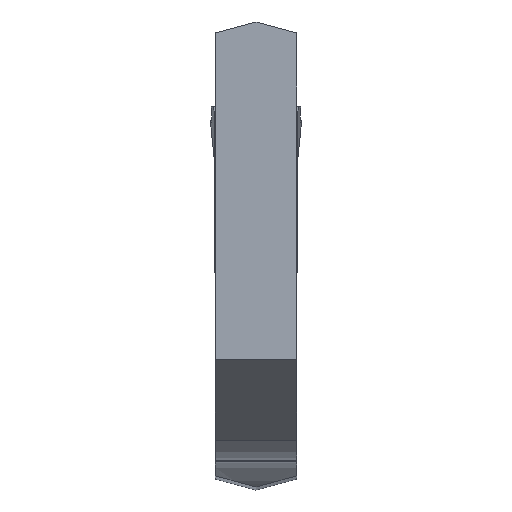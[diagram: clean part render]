
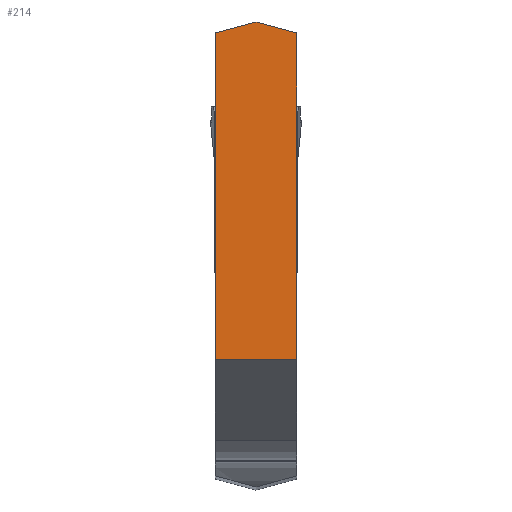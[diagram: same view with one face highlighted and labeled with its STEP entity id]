
A CAD part, top view. The second image highlights one B-rep face of the part: STEP entity #214.
In plain terms, the highlighted planar face has unit normal (0, 0, 1).
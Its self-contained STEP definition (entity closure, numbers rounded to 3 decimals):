
#214=ADVANCED_FACE('S0',(#319),#283,.T.);
#283=PLANE('',#1489);
#319=FACE_OUTER_BOUND('',#388,.T.);
#388=EDGE_LOOP('',(#457,#458,#459,#460,#461));
#457=ORIENTED_EDGE('',*,*,#971,.T.);
#458=ORIENTED_EDGE('',*,*,#972,.T.);
#459=ORIENTED_EDGE('',*,*,#973,.F.);
#460=ORIENTED_EDGE('',*,*,#974,.F.);
#461=ORIENTED_EDGE('',*,*,#975,.F.);
#843=VERTEX_POINT('',#1975);
#844=VERTEX_POINT('',#1976);
#845=VERTEX_POINT('',#1978);
#846=VERTEX_POINT('',#1980);
#847=VERTEX_POINT('',#1982);
#971=EDGE_CURVE('',#843,#844,#1164,.T.);
#972=EDGE_CURVE('',#844,#845,#1165,.T.);
#973=EDGE_CURVE('',#846,#845,#1166,.T.);
#974=EDGE_CURVE('',#847,#846,#1167,.T.);
#975=EDGE_CURVE('',#843,#847,#1168,.T.);
#1164=LINE('',#1974,#1281);
#1165=LINE('',#1977,#1282);
#1166=LINE('',#1979,#1283);
#1167=LINE('',#1981,#1284);
#1168=LINE('',#1983,#1285);
#1281=VECTOR('',#1612,1.);
#1282=VECTOR('',#1613,1.);
#1283=VECTOR('',#1614,1.);
#1284=VECTOR('',#1615,1.);
#1285=VECTOR('',#1616,1.);
#1489=AXIS2_PLACEMENT_3D('',#1984,#1617,#1618);
#1612=DIRECTION('',(-0.966,0.259,0.));
#1613=DIRECTION('',(-0.966,-0.259,0.));
#1614=DIRECTION('',(0.,1.,0.));
#1615=DIRECTION('',(-1.,0.,0.));
#1616=DIRECTION('',(0.,-1.,0.));
#1617=DIRECTION('',(0.,0.,1.));
#1618=DIRECTION('',(-1.,0.,0.));
#1974=CARTESIAN_POINT('',(0.,30.466,0.));
#1975=CARTESIAN_POINT('',(0.,30.466,0.));
#1976=CARTESIAN_POINT('',(-2.675,31.183,0.));
#1977=CARTESIAN_POINT('',(-2.675,31.183,0.));
#1978=CARTESIAN_POINT('',(-5.35,30.466,0.));
#1979=CARTESIAN_POINT('',(-5.35,37.25,0.));
#1980=CARTESIAN_POINT('',(-5.35,9.03,0.));
#1981=CARTESIAN_POINT('',(107.325,9.03,0.));
#1982=CARTESIAN_POINT('',(0.,9.03,0.));
#1983=CARTESIAN_POINT('',(0.,-5.35,0.));
#1984=CARTESIAN_POINT('',(147.325,141.9,0.));
